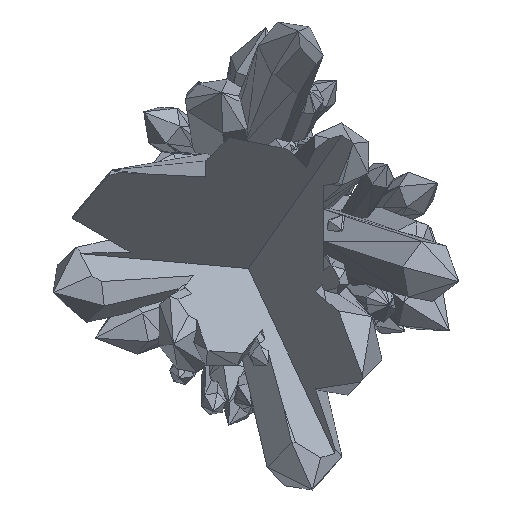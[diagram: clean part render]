
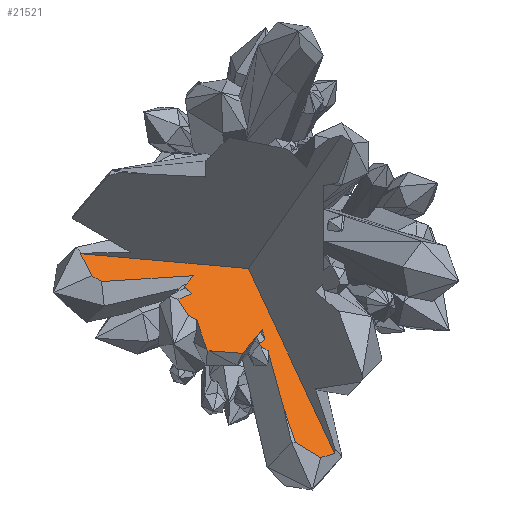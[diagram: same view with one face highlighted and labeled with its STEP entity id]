
A CAD part, top view. The second image highlights one B-rep face of the part: STEP entity #21521.
In plain terms, the highlighted planar face has unit normal (0.468, 0.669, 0.577).
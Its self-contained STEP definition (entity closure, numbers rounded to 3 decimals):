
#36=FACE_OUTER_BOUND('',#1451,.T.);
#1451=EDGE_LOOP('',(#13948,#13949,#13950,#13951,#13952,#13953,#13954,#13955,
#13956,#13957,#13958,#13959,#13960,#13961,#13962,#13963,#13964,#13965,#13966,
#13967,#13968,#13969,#13970,#13971,#13972,#13973));
#2879=LINE('',#30321,#5989);
#2940=LINE('',#30443,#6050);
#2941=LINE('',#30446,#6051);
#2942=LINE('',#30448,#6052);
#2943=LINE('',#30450,#6053);
#2944=LINE('',#30452,#6054);
#2945=LINE('',#30454,#6055);
#2946=LINE('',#30456,#6056);
#2947=LINE('',#30458,#6057);
#2948=LINE('',#30460,#6058);
#2949=LINE('',#30462,#6059);
#2950=LINE('',#30464,#6060);
#2951=LINE('',#30466,#6061);
#2952=LINE('',#30468,#6062);
#2953=LINE('',#30470,#6063);
#2954=LINE('',#30472,#6064);
#2955=LINE('',#30474,#6065);
#2956=LINE('',#30476,#6066);
#2957=LINE('',#30478,#6067);
#2958=LINE('',#30480,#6068);
#2959=LINE('',#30482,#6069);
#2960=LINE('',#30484,#6070);
#2961=LINE('',#30486,#6071);
#2962=LINE('',#30488,#6072);
#2963=LINE('',#30490,#6073);
#2964=LINE('',#30491,#6074);
#5989=VECTOR('',#24374,10.);
#6050=VECTOR('',#24439,10.);
#6051=VECTOR('',#24442,10.);
#6052=VECTOR('',#24443,10.);
#6053=VECTOR('',#24444,10.);
#6054=VECTOR('',#24445,10.);
#6055=VECTOR('',#24446,10.);
#6056=VECTOR('',#24447,10.);
#6057=VECTOR('',#24448,10.);
#6058=VECTOR('',#24449,10.);
#6059=VECTOR('',#24450,10.);
#6060=VECTOR('',#24451,10.);
#6061=VECTOR('',#24452,10.);
#6062=VECTOR('',#24453,10.);
#6063=VECTOR('',#24454,10.);
#6064=VECTOR('',#24455,10.);
#6065=VECTOR('',#24456,10.);
#6066=VECTOR('',#24457,10.);
#6067=VECTOR('',#24458,10.);
#6068=VECTOR('',#24459,10.);
#6069=VECTOR('',#24460,10.);
#6070=VECTOR('',#24461,10.);
#6071=VECTOR('',#24462,10.);
#6072=VECTOR('',#24463,10.);
#6073=VECTOR('',#24464,10.);
#6074=VECTOR('',#24465,10.);
#9099=VERTEX_POINT('',#30318);
#9100=VERTEX_POINT('',#30320);
#9159=VERTEX_POINT('',#30441);
#9160=VERTEX_POINT('',#30445);
#9161=VERTEX_POINT('',#30447);
#9162=VERTEX_POINT('',#30449);
#9163=VERTEX_POINT('',#30451);
#9164=VERTEX_POINT('',#30453);
#9165=VERTEX_POINT('',#30455);
#9166=VERTEX_POINT('',#30457);
#9167=VERTEX_POINT('',#30459);
#9168=VERTEX_POINT('',#30461);
#9169=VERTEX_POINT('',#30463);
#9170=VERTEX_POINT('',#30465);
#9171=VERTEX_POINT('',#30467);
#9172=VERTEX_POINT('',#30469);
#9173=VERTEX_POINT('',#30471);
#9174=VERTEX_POINT('',#30473);
#9175=VERTEX_POINT('',#30475);
#9176=VERTEX_POINT('',#30477);
#9177=VERTEX_POINT('',#30479);
#9178=VERTEX_POINT('',#30481);
#9179=VERTEX_POINT('',#30483);
#9180=VERTEX_POINT('',#30485);
#9181=VERTEX_POINT('',#30487);
#9182=VERTEX_POINT('',#30489);
#10775=EDGE_CURVE('',#9100,#9099,#2879,.T.);
#10836=EDGE_CURVE('',#9099,#9159,#2940,.T.);
#10837=EDGE_CURVE('',#9160,#9159,#2941,.T.);
#10838=EDGE_CURVE('',#9161,#9160,#2942,.T.);
#10839=EDGE_CURVE('',#9162,#9161,#2943,.T.);
#10840=EDGE_CURVE('',#9163,#9162,#2944,.T.);
#10841=EDGE_CURVE('',#9164,#9163,#2945,.T.);
#10842=EDGE_CURVE('',#9165,#9164,#2946,.T.);
#10843=EDGE_CURVE('',#9166,#9165,#2947,.T.);
#10844=EDGE_CURVE('',#9167,#9166,#2948,.T.);
#10845=EDGE_CURVE('',#9168,#9167,#2949,.T.);
#10846=EDGE_CURVE('',#9169,#9168,#2950,.T.);
#10847=EDGE_CURVE('',#9170,#9169,#2951,.T.);
#10848=EDGE_CURVE('',#9171,#9170,#2952,.T.);
#10849=EDGE_CURVE('',#9172,#9171,#2953,.T.);
#10850=EDGE_CURVE('',#9173,#9172,#2954,.T.);
#10851=EDGE_CURVE('',#9174,#9173,#2955,.T.);
#10852=EDGE_CURVE('',#9175,#9174,#2956,.T.);
#10853=EDGE_CURVE('',#9176,#9175,#2957,.T.);
#10854=EDGE_CURVE('',#9177,#9176,#2958,.T.);
#10855=EDGE_CURVE('',#9178,#9177,#2959,.T.);
#10856=EDGE_CURVE('',#9179,#9178,#2960,.T.);
#10857=EDGE_CURVE('',#9180,#9179,#2961,.T.);
#10858=EDGE_CURVE('',#9181,#9180,#2962,.T.);
#10859=EDGE_CURVE('',#9182,#9181,#2963,.T.);
#10860=EDGE_CURVE('',#9100,#9182,#2964,.T.);
#13948=ORIENTED_EDGE('',*,*,#10837,.F.);
#13949=ORIENTED_EDGE('',*,*,#10838,.F.);
#13950=ORIENTED_EDGE('',*,*,#10839,.F.);
#13951=ORIENTED_EDGE('',*,*,#10840,.F.);
#13952=ORIENTED_EDGE('',*,*,#10841,.F.);
#13953=ORIENTED_EDGE('',*,*,#10842,.F.);
#13954=ORIENTED_EDGE('',*,*,#10843,.F.);
#13955=ORIENTED_EDGE('',*,*,#10844,.F.);
#13956=ORIENTED_EDGE('',*,*,#10845,.F.);
#13957=ORIENTED_EDGE('',*,*,#10846,.F.);
#13958=ORIENTED_EDGE('',*,*,#10847,.F.);
#13959=ORIENTED_EDGE('',*,*,#10848,.F.);
#13960=ORIENTED_EDGE('',*,*,#10849,.F.);
#13961=ORIENTED_EDGE('',*,*,#10850,.F.);
#13962=ORIENTED_EDGE('',*,*,#10851,.F.);
#13963=ORIENTED_EDGE('',*,*,#10852,.F.);
#13964=ORIENTED_EDGE('',*,*,#10853,.F.);
#13965=ORIENTED_EDGE('',*,*,#10854,.F.);
#13966=ORIENTED_EDGE('',*,*,#10855,.F.);
#13967=ORIENTED_EDGE('',*,*,#10856,.F.);
#13968=ORIENTED_EDGE('',*,*,#10857,.F.);
#13969=ORIENTED_EDGE('',*,*,#10858,.F.);
#13970=ORIENTED_EDGE('',*,*,#10859,.F.);
#13971=ORIENTED_EDGE('',*,*,#10860,.F.);
#13972=ORIENTED_EDGE('',*,*,#10775,.T.);
#13973=ORIENTED_EDGE('',*,*,#10836,.T.);
#20106=PLANE('',#22953);
#21521=ADVANCED_FACE('',(#36),#20106,.T.);
#22953=AXIS2_PLACEMENT_3D('',#30444,#24440,#24441);
#24374=DIRECTION('',(-0.345,0.74,-0.577));
#24439=DIRECTION('',(-0.813,0.071,0.577));
#24440=DIRECTION('center_axis',(0.468,0.669,0.577));
#24441=DIRECTION('ref_axis',(-0.345,0.74,-0.577));
#24442=DIRECTION('',(-0.376,0.742,-0.555));
#24443=DIRECTION('',(-0.857,0.504,0.111));
#24444=DIRECTION('',(-0.748,-0.048,0.662));
#24445=DIRECTION('',(0.367,0.447,-0.816));
#24446=DIRECTION('',(-0.624,0.713,-0.32));
#24447=DIRECTION('',(0.6,0.239,-0.763));
#24448=DIRECTION('',(-0.488,0.741,-0.462));
#24449=DIRECTION('',(-0.874,0.445,0.193));
#24450=DIRECTION('',(-0.243,0.726,-0.644));
#24451=DIRECTION('',(-0.624,0.713,-0.32));
#24452=DIRECTION('',(-0.875,0.261,0.408));
#24453=DIRECTION('',(-0.809,0.061,0.585));
#24454=DIRECTION('',(-0.367,-0.447,0.816));
#24455=DIRECTION('',(-0.367,-0.447,0.816));
#24456=DIRECTION('',(-0.195,0.715,-0.671));
#24457=DIRECTION('',(0.476,0.359,-0.803));
#24458=DIRECTION('',(-0.088,0.685,-0.723));
#24459=DIRECTION('',(-0.123,0.696,-0.707));
#24460=DIRECTION('',(-0.561,0.73,-0.39));
#24461=DIRECTION('',(-0.827,0.562,0.02));
#24462=DIRECTION('',(-0.195,0.715,-0.671));
#24463=DIRECTION('',(-0.255,0.728,-0.637));
#24464=DIRECTION('',(-0.849,0.521,0.085));
#24465=DIRECTION('',(-0.643,-0.19,0.742));
#30318=CARTESIAN_POINT('',(-5.668,-9.421,50.451));
#30320=CARTESIAN_POINT('',(16.836,-57.679,88.103));
#30321=CARTESIAN_POINT('',(22.8,-70.47,98.082));
#30441=CARTESIAN_POINT('',(-49.411,-5.594,81.5));
#30443=CARTESIAN_POINT('',(-72.772,-3.55,98.082));
#30444=CARTESIAN_POINT('Origin',(-44.304,-64.599,145.714));
#30445=CARTESIAN_POINT('',(-46.489,-11.357,85.807));
#30446=CARTESIAN_POINT('',(-34.554,-34.901,103.4));
#30447=CARTESIAN_POINT('',(-43.932,-12.861,85.475));
#30448=CARTESIAN_POINT('',(-36.433,-17.27,84.5));
#30449=CARTESIAN_POINT('',(-19.962,-11.31,64.235));
#30450=CARTESIAN_POINT('',(-60.004,-13.9,99.716));
#30451=CARTESIAN_POINT('',(-22.205,-14.037,69.213));
#30452=CARTESIAN_POINT('',(-39.15,-34.648,106.835));
#30453=CARTESIAN_POINT('',(-20.44,-16.055,70.119));
#30454=CARTESIAN_POINT('',(-7.66,-30.664,76.677));
#30455=CARTESIAN_POINT('',(-24.012,-17.474,74.66));
#30456=CARTESIAN_POINT('',(-47.489,-26.802,104.51));
#30457=CARTESIAN_POINT('',(-21.234,-21.686,77.286));
#30458=CARTESIAN_POINT('',(-10.38,-38.145,87.549));
#30459=CARTESIAN_POINT('',(-19.108,-22.769,76.817));
#30460=CARTESIAN_POINT('',(-27.841,-18.32,78.747));
#30461=CARTESIAN_POINT('',(-16.503,-30.561,83.731));
#30462=CARTESIAN_POINT('',(-10.684,-47.968,99.176));
#30463=CARTESIAN_POINT('',(-16.318,-30.773,83.826));
#30464=CARTESIAN_POINT('',(-10.809,-37.07,86.652));
#30465=CARTESIAN_POINT('',(-15.847,-30.913,83.606));
#30466=CARTESIAN_POINT('',(-31.916,-26.128,91.097));
#30467=CARTESIAN_POINT('',(-7.149,-31.568,77.31));
#30468=CARTESIAN_POINT('',(-39.292,-29.147,100.578));
#30469=CARTESIAN_POINT('',(-3.966,-27.698,70.244));
#30470=CARTESIAN_POINT('',(-22.713,-50.498,111.864));
#30471=CARTESIAN_POINT('',(-2.036,-25.35,65.958));
#30472=CARTESIAN_POINT('',(-22.713,-50.498,111.864));
#30473=CARTESIAN_POINT('',(-1.328,-27.952,68.399));
#30474=CARTESIAN_POINT('',(9.031,-66.049,104.13));
#30475=CARTESIAN_POINT('',(-2.746,-29.021,70.787));
#30476=CARTESIAN_POINT('',(-21.758,-43.355,102.815));
#30477=CARTESIAN_POINT('',(-2.726,-29.175,70.949));
#30478=CARTESIAN_POINT('',(-0.022,-50.326,93.258));
#30479=CARTESIAN_POINT('',(-2.703,-29.308,71.085));
#30480=CARTESIAN_POINT('',(0.929,-49.842,91.926));
#30481=CARTESIAN_POINT('',(-2.479,-29.599,71.24));
#30482=CARTESIAN_POINT('',(6.197,-40.876,77.266));
#30483=CARTESIAN_POINT('',(-0.518,-30.93,71.192));
#30484=CARTESIAN_POINT('',(-9.425,-24.883,71.412));
#30485=CARTESIAN_POINT('',(3.524,-45.797,85.135));
#30486=CARTESIAN_POINT('',(9.031,-66.049,104.13));
#30487=CARTESIAN_POINT('',(6.655,-54.744,92.961));
#30488=CARTESIAN_POINT('',(10.181,-64.821,101.773));
#30489=CARTESIAN_POINT('',(13.188,-58.754,92.306));
#30490=CARTESIAN_POINT('',(-11.798,-43.419,94.81));
#30491=CARTESIAN_POINT('',(-11.155,-65.926,120.36));
